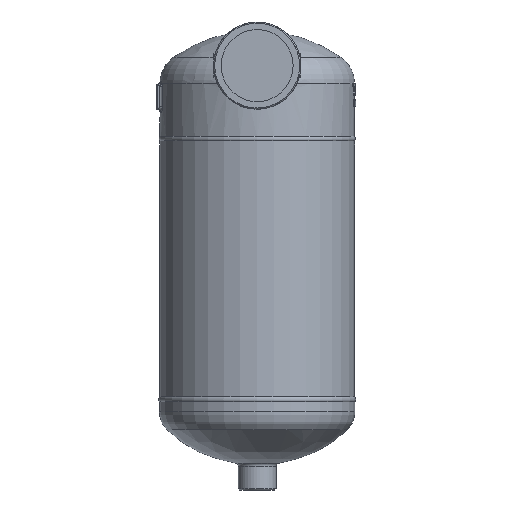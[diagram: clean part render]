
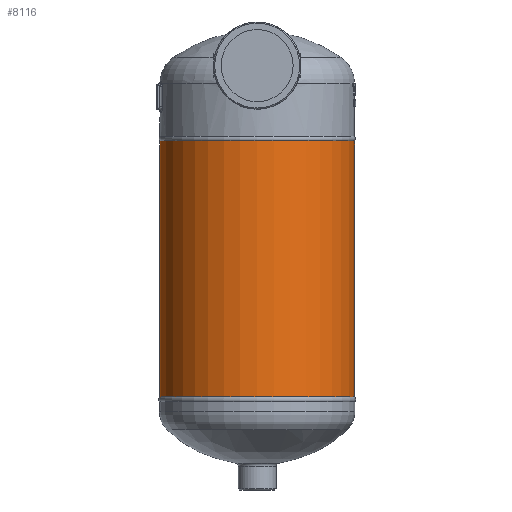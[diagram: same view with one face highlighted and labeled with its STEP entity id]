
A CAD part, left-side view. The second image highlights one B-rep face of the part: STEP entity #8116.
In plain terms, the highlighted cylindrical face has radius 82.6 mm (diameter 165.2 mm), a full revolution.
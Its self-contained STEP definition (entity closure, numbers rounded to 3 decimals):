
#7797=CARTESIAN_POINT('',(-82.6,0.,-219.066));
#7798=VERTEX_POINT('',#7797);
#7799=CARTESIAN_POINT('',(0.,0.0,-219.066));
#7800=DIRECTION('',(0.0,0.0,-1.0));
#7801=DIRECTION('',(1.0,0.0,0.0));
#7802=AXIS2_PLACEMENT_3D('',#7799,#7800,#7801);
#7803=CIRCLE('',#7802,82.6);
#7804=EDGE_CURVE('',#7798,#7798,#7803,.T.);
#7814=CARTESIAN_POINT('',(-82.6,0.,-1.934));
#7815=VERTEX_POINT('',#7814);
#7816=CARTESIAN_POINT('',(0.,0.0,-1.934));
#7817=DIRECTION('',(0.0,0.0,1.0));
#7818=DIRECTION('',(1.0,0.0,0.0));
#7819=AXIS2_PLACEMENT_3D('',#7816,#7817,#7818);
#7820=CIRCLE('',#7819,82.6);
#7821=EDGE_CURVE('',#7815,#7815,#7820,.T.);
#8105=CARTESIAN_POINT('',(0.,0.0,0.));
#8106=DIRECTION('',(0.,0.0,-1.0));
#8107=DIRECTION('',(1.0,0.0,0.0));
#8108=AXIS2_PLACEMENT_3D('',#8105,#8106,#8107);
#8109=CYLINDRICAL_SURFACE('',#8108,82.6);
#8110=ORIENTED_EDGE('',*,*,#7821,.F.);
#8111=EDGE_LOOP('',(#8110));
#8112=FACE_OUTER_BOUND('',#8111,.T.);
#8113=ORIENTED_EDGE('',*,*,#7804,.F.);
#8114=EDGE_LOOP('',(#8113));
#8115=FACE_BOUND('',#8114,.T.);
#8116=ADVANCED_FACE('',(#8112,#8115),#8109,.T.);
